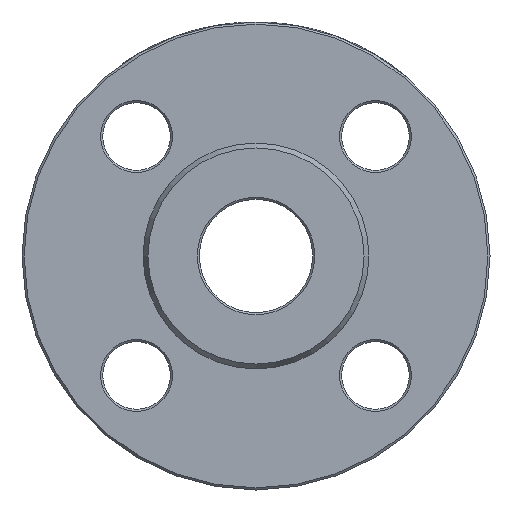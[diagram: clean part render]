
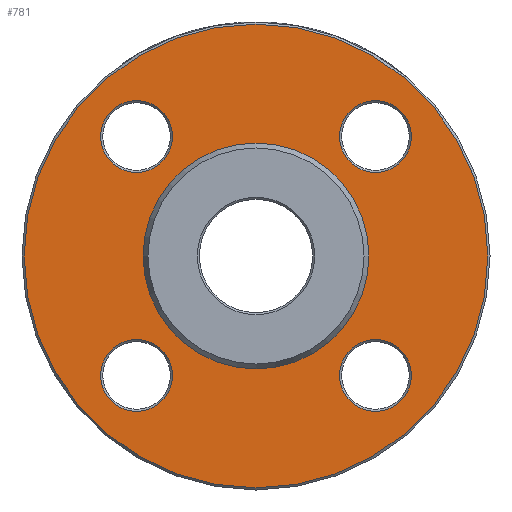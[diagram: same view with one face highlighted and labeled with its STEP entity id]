
A CAD part, left-side view. The second image highlights one B-rep face of the part: STEP entity #781.
In plain terms, the highlighted planar face has unit normal (-1, 0, 0).
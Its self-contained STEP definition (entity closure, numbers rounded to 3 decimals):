
#37 = AXIS2_PLACEMENT_3D ( 'NONE', #158, #2725, #4935 ) ;
#53 = FACE_BOUND ( 'NONE', #1977, .T. ) ;
#106 = EDGE_LOOP ( 'NONE', ( #2562 ) ) ;
#158 = CARTESIAN_POINT ( 'NONE',  ( 2., 28.072, -28.072 ) ) ;
#231 = EDGE_CURVE ( 'NONE', #4969, #4969, #3313, .T. ) ;
#327 = EDGE_LOOP ( 'NONE', ( #4397 ) ) ;
#383 = AXIS2_PLACEMENT_3D ( 'NONE', #4803, #4347, #5201 ) ;
#408 = DIRECTION ( 'NONE',  ( -1., 0., 0. ) ) ;
#456 = FACE_BOUND ( 'NONE', #4798, .T. ) ;
#477 = AXIS2_PLACEMENT_3D ( 'NONE', #3579, #928, #3098 ) ;
#535 = CARTESIAN_POINT ( 'NONE',  ( 2., -28.072, 28.072 ) ) ;
#568 = ORIENTED_EDGE ( 'NONE', *, *, #2928, .F. ) ;
#625 = DIRECTION ( 'NONE',  ( 1., 0., 0. ) ) ;
#747 = CARTESIAN_POINT ( 'NONE',  ( 2., 36.522, 28.072 ) ) ;
#781 = ADVANCED_FACE ( 'NONE', ( #3075, #5660, #456, #53, #2692, #4832 ), #4400, .F. ) ;
#813 = VERTEX_POINT ( 'NONE', #2075 ) ;
#928 = DIRECTION ( 'NONE',  ( 1., 0., 0. ) ) ;
#1001 = DIRECTION ( 'NONE',  ( 1., 0., 0. ) ) ;
#1420 = CARTESIAN_POINT ( 'NONE',  ( 2., -36.522, -28.072 ) ) ;
#1846 = CIRCLE ( 'NONE', #4789, 26.555 ) ;
#1930 = EDGE_LOOP ( 'NONE', ( #568 ) ) ;
#1977 = EDGE_LOOP ( 'NONE', ( #2084 ) ) ;
#2075 = CARTESIAN_POINT ( 'NONE',  ( 2., 0., -54.5 ) ) ;
#2084 = ORIENTED_EDGE ( 'NONE', *, *, #5610, .T. ) ;
#2141 = CARTESIAN_POINT ( 'NONE',  ( 2., 0., 26.555 ) ) ;
#2543 = VERTEX_POINT ( 'NONE', #2141 ) ;
#2550 = CARTESIAN_POINT ( 'NONE',  ( 2., 28.072, 28.072 ) ) ;
#2562 = ORIENTED_EDGE ( 'NONE', *, *, #3018, .T. ) ;
#2622 = DIRECTION ( 'NONE',  ( 0., 0., -1. ) ) ;
#2638 = VERTEX_POINT ( 'NONE', #4252 ) ;
#2680 = ORIENTED_EDGE ( 'NONE', *, *, #5392, .T. ) ;
#2692 = FACE_OUTER_BOUND ( 'NONE', #106, .T. ) ;
#2725 = DIRECTION ( 'NONE',  ( 1., 0., 0. ) ) ;
#2928 = EDGE_CURVE ( 'NONE', #2543, #2543, #1846, .T. ) ;
#3018 = EDGE_CURVE ( 'NONE', #813, #813, #3971, .T. ) ;
#3066 = CARTESIAN_POINT ( 'NONE',  ( 2., -28.072, 36.522 ) ) ;
#3075 = FACE_BOUND ( 'NONE', #327, .T. ) ;
#3098 = DIRECTION ( 'NONE',  ( 0., 0., -1. ) ) ;
#3313 = CIRCLE ( 'NONE', #383, 8.45 ) ;
#3327 = DIRECTION ( 'NONE',  ( -1., 0., 0. ) ) ;
#3334 = AXIS2_PLACEMENT_3D ( 'NONE', #2550, #1001, #5323 ) ;
#3386 = EDGE_CURVE ( 'NONE', #3496, #3496, #5427, .T. ) ;
#3496 = VERTEX_POINT ( 'NONE', #747 ) ;
#3579 = CARTESIAN_POINT ( 'NONE',  ( 2., 26.555, 0. ) ) ;
#3753 = DIRECTION ( 'NONE',  ( 0., 0., 1. ) ) ;
#3971 = CIRCLE ( 'NONE', #5509, 54.5 ) ;
#4067 = CIRCLE ( 'NONE', #4235, 8.45 ) ;
#4235 = AXIS2_PLACEMENT_3D ( 'NONE', #535, #625, #5463 ) ;
#4252 = CARTESIAN_POINT ( 'NONE',  ( 2., 28.072, -36.522 ) ) ;
#4271 = ORIENTED_EDGE ( 'NONE', *, *, #3386, .T. ) ;
#4347 = DIRECTION ( 'NONE',  ( 1., 0., 0. ) ) ;
#4397 = ORIENTED_EDGE ( 'NONE', *, *, #231, .T. ) ;
#4400 = PLANE ( 'NONE',  #477 ) ;
#4418 = CIRCLE ( 'NONE', #37, 8.45 ) ;
#4544 = CARTESIAN_POINT ( 'NONE',  ( 2., 0., 0. ) ) ;
#4789 = AXIS2_PLACEMENT_3D ( 'NONE', #4544, #3327, #3753 ) ;
#4798 = EDGE_LOOP ( 'NONE', ( #4271 ) ) ;
#4803 = CARTESIAN_POINT ( 'NONE',  ( 2., -28.072, -28.072 ) ) ;
#4832 = FACE_BOUND ( 'NONE', #1930, .T. ) ;
#4866 = EDGE_LOOP ( 'NONE', ( #2680 ) ) ;
#4935 = DIRECTION ( 'NONE',  ( 0., 0., -1. ) ) ;
#4969 = VERTEX_POINT ( 'NONE', #1420 ) ;
#5137 = VERTEX_POINT ( 'NONE', #3066 ) ;
#5201 = DIRECTION ( 'NONE',  ( 0., -1., 0. ) ) ;
#5211 = CARTESIAN_POINT ( 'NONE',  ( 2., 0., 0. ) ) ;
#5323 = DIRECTION ( 'NONE',  ( 0., 1., 0. ) ) ;
#5392 = EDGE_CURVE ( 'NONE', #5137, #5137, #4067, .T. ) ;
#5427 = CIRCLE ( 'NONE', #3334, 8.45 ) ;
#5463 = DIRECTION ( 'NONE',  ( 0., 0., 1. ) ) ;
#5509 = AXIS2_PLACEMENT_3D ( 'NONE', #5211, #408, #2622 ) ;
#5610 = EDGE_CURVE ( 'NONE', #2638, #2638, #4418, .T. ) ;
#5660 = FACE_BOUND ( 'NONE', #4866, .T. ) ;
